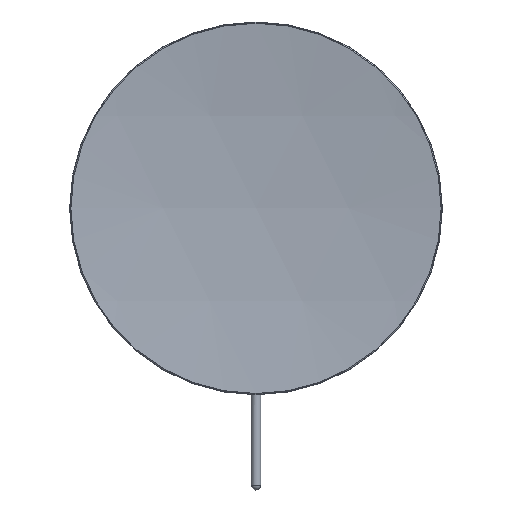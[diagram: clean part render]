
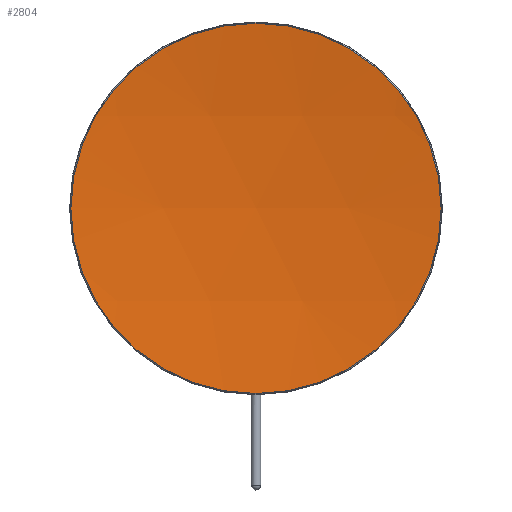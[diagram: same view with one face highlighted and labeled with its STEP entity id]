
A CAD part, front view. The second image highlights one B-rep face of the part: STEP entity #2804.
In plain terms, the highlighted spherical face has radius 800 mm.
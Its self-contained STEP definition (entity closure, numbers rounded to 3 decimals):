
#20=SPHERICAL_SURFACE('',#3213,800.);
#447=CIRCLE('',#3214,99.254);
#899=ORIENTED_EDGE('',*,*,#1451,.F.);
#1451=EDGE_CURVE('',#1766,#1766,#447,.T.);
#1766=VERTEX_POINT('',#14065);
#2209=EDGE_LOOP('',(#899));
#2494=FACE_BOUND('',#2209,.T.);
#2804=ADVANCED_FACE('',(#2494),#20,.F.);
#3213=AXIS2_PLACEMENT_3D('',#14063,#3752,#3753);
#3214=AXIS2_PLACEMENT_3D('',#14064,#3754,#3755);
#3752=DIRECTION('',(1.,0.,0.));
#3753=DIRECTION('',(0.,-1.,0.));
#3754=DIRECTION('',(0.,0.,-1.));
#3755=DIRECTION('',(0.,1.,0.));
#14063=CARTESIAN_POINT('',(0.,-0.01,802.));
#14064=CARTESIAN_POINT('',(0.,0.,8.181));
#14065=CARTESIAN_POINT('',(0.,99.254,8.182));
